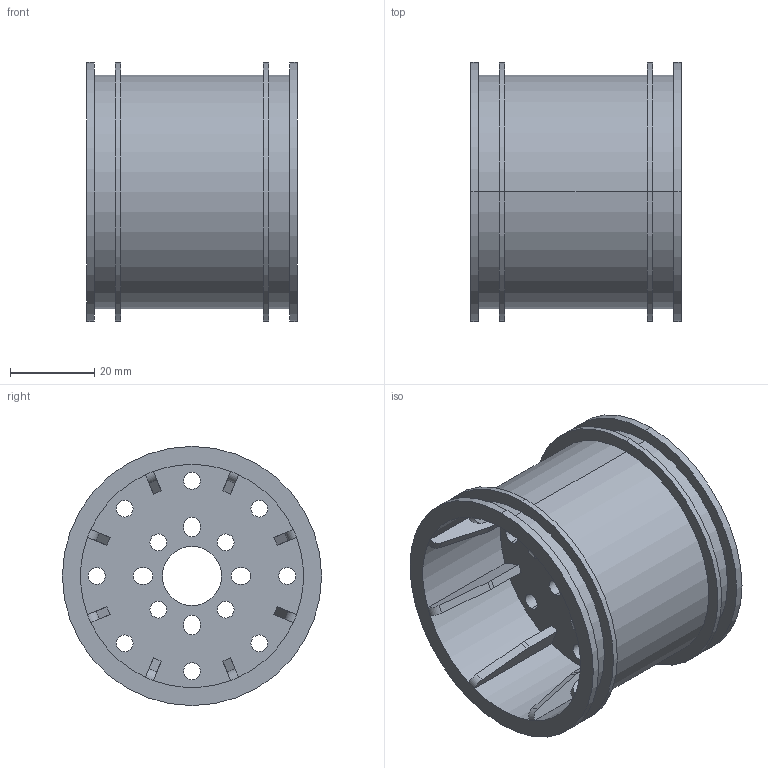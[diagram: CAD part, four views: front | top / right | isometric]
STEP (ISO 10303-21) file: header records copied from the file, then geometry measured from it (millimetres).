
FILE_DESCRIPTION (( 'STEP AP203' ), '1' );
FILE_NAME ('3605-0014-0056.STEP', '2017-07-28T21:02:44', ( '' ), ( '' ), 'SwSTEP 2.0', 'SolidWorks 2016', '' );
FILE_SCHEMA (( 'CONFIG_CONTROL_DESIGN' ));
Length unit declared in the file: millimetre
Products named in the file (1): 3605-0014-0056
Bounding box: 50 x 61.6 x 61.6 mm (x, y, z)
Volume: 24337.8 mm3; surface area: 28819.4 mm2
Topology: 1 solids, 1 shells, 182 faces, 516 edges, 344 vertices
Faces by surface type: cylinder 100, plane 82
Entity records: 6125 total; most frequent: DIRECTION 1082, CARTESIAN_POINT 1043, ORIENTED_EDGE 1032, EDGE_CURVE 516, AXIS2_PLACEMENT_3D 383, VERTEX_POINT 344, VECTOR 316, LINE 316
